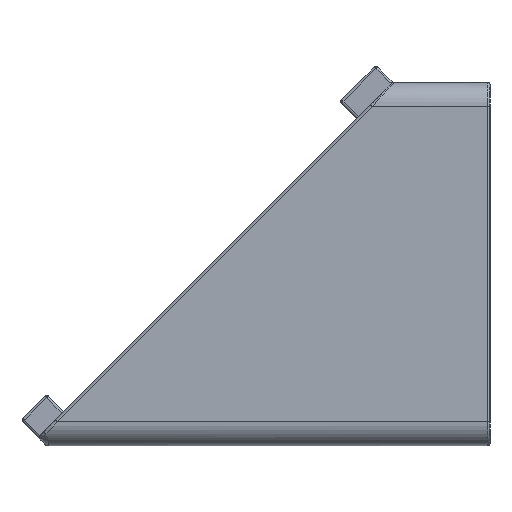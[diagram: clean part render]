
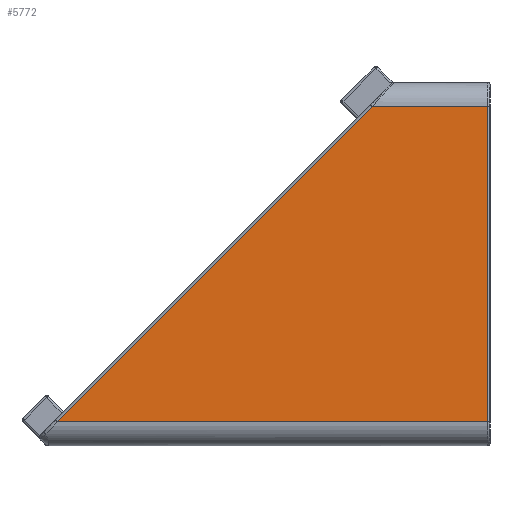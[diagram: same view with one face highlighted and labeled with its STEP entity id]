
A CAD part, left-side view. The second image highlights one B-rep face of the part: STEP entity #5772.
In plain terms, the highlighted planar face has unit normal (-1, 0, 0).
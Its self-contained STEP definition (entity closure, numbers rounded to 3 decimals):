
#954 = VERTEX_POINT ( 'NONE', #10328 ) ;
#967 = DIRECTION ( 'NONE',  ( 0., -1., 0. ) ) ;
#1290 = EDGE_CURVE ( 'NONE', #954, #2196, #4313, .T. ) ;
#1413 = ORIENTED_EDGE ( 'NONE', *, *, #2835, .F. ) ;
#1635 = EDGE_CURVE ( 'NONE', #3318, #2196, #11481, .T. ) ;
#1868 = DIRECTION ( 'NONE',  ( 0., -1., 0. ) ) ;
#1907 = CARTESIAN_POINT ( 'NONE',  ( -30., 9.717, 13. ) ) ;
#2196 = VERTEX_POINT ( 'NONE', #12514 ) ;
#2438 = VECTOR ( 'NONE', #5650, 1000. ) ;
#2565 = DIRECTION ( 'NONE',  ( 1., 0., 0. ) ) ;
#2835 = EDGE_CURVE ( 'NONE', #3318, #13663, #10848, .T. ) ;
#3318 = VERTEX_POINT ( 'NONE', #8295 ) ;
#4053 = ORIENTED_EDGE ( 'NONE', *, *, #1635, .T. ) ;
#4313 = LINE ( 'NONE', #10476, #4972 ) ;
#4451 = EDGE_CURVE ( 'NONE', #13663, #954, #11735, .T. ) ;
#4972 = VECTOR ( 'NONE', #11708, 1000. ) ;
#5514 = CARTESIAN_POINT ( 'NONE',  ( -30., 23.859, -1.141 ) ) ;
#5650 = DIRECTION ( 'NONE',  ( 0., -0.707, 0.707 ) ) ;
#5772 = ADVANCED_FACE ( 'NONE', ( #13475 ), #8088, .F. ) ;
#6270 = VECTOR ( 'NONE', #1868, 1000. ) ;
#6430 = CARTESIAN_POINT ( 'NONE',  ( -30., 38., 13. ) ) ;
#7242 = CARTESIAN_POINT ( 'NONE',  ( -30., 38., -13. ) ) ;
#7808 = DIRECTION ( 'NONE',  ( 0., 1., 0. ) ) ;
#8017 = CARTESIAN_POINT ( 'NONE',  ( -30., 38., 13. ) ) ;
#8088 = PLANE ( 'NONE',  #11620 ) ;
#8286 = EDGE_LOOP ( 'NONE', ( #9501, #1413, #4053, #11555 ) ) ;
#8295 = CARTESIAN_POINT ( 'NONE',  ( -30., 35.717, -13. ) ) ;
#9501 = ORIENTED_EDGE ( 'NONE', *, *, #4451, .F. ) ;
#10328 = CARTESIAN_POINT ( 'NONE',  ( -30., 0.2, 13. ) ) ;
#10476 = CARTESIAN_POINT ( 'NONE',  ( -30., 0.2, 13. ) ) ;
#10848 = LINE ( 'NONE', #5514, #2438 ) ;
#11296 = VECTOR ( 'NONE', #967, 1000. ) ;
#11481 = LINE ( 'NONE', #7242, #6270 ) ;
#11555 = ORIENTED_EDGE ( 'NONE', *, *, #1290, .F. ) ;
#11620 = AXIS2_PLACEMENT_3D ( 'NONE', #8017, #2565, #7808 ) ;
#11708 = DIRECTION ( 'NONE',  ( 0., 0., -1. ) ) ;
#11735 = LINE ( 'NONE', #6430, #11296 ) ;
#12514 = CARTESIAN_POINT ( 'NONE',  ( -30., 0.2, -13. ) ) ;
#13475 = FACE_OUTER_BOUND ( 'NONE', #8286, .T. ) ;
#13663 = VERTEX_POINT ( 'NONE', #1907 ) ;
